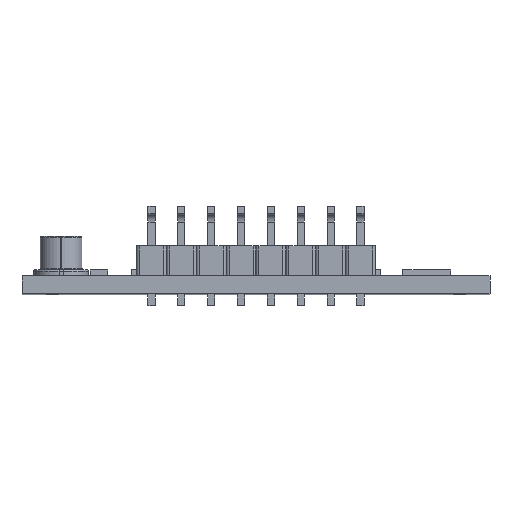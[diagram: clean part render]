
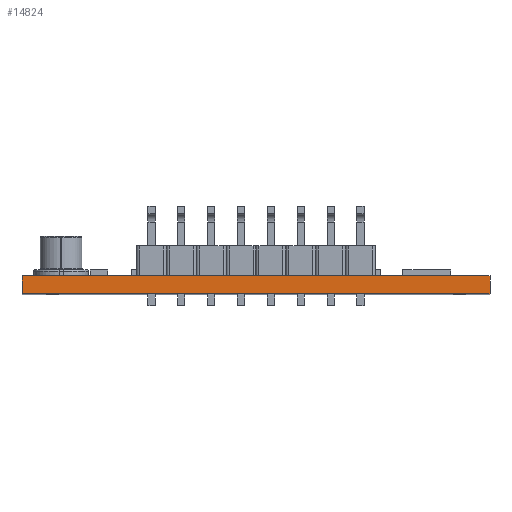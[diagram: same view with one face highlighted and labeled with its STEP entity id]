
A CAD part, top view. The second image highlights one B-rep face of the part: STEP entity #14824.
In plain terms, the highlighted planar face has unit normal (0, 0, 1).
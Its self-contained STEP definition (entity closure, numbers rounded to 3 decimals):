
#423 = ORIENTED_EDGE ( 'NONE', *, *, #8072, .T. ) ;
#602 = ORIENTED_EDGE ( 'NONE', *, *, #8592, .T. ) ;
#867 = CARTESIAN_POINT ( 'NONE',  ( -19.6, 1.5, 29.95 ) ) ;
#2105 = DIRECTION ( 'NONE',  ( 1., 0., 0. ) ) ;
#2155 = VERTEX_POINT ( 'NONE', #9206 ) ;
#2474 = DIRECTION ( 'NONE',  ( 0., -1., 0. ) ) ;
#2671 = AXIS2_PLACEMENT_3D ( 'NONE', #14855, #7823, #16243 ) ;
#2881 = VERTEX_POINT ( 'NONE', #18323 ) ;
#2950 = EDGE_CURVE ( 'NONE', #13328, #2155, #10401, .T. ) ;
#4405 = CARTESIAN_POINT ( 'NONE',  ( -19.6, 0., 29.95 ) ) ;
#5427 = LINE ( 'NONE', #867, #12578 ) ;
#5711 = ORIENTED_EDGE ( 'NONE', *, *, #13941, .F. ) ;
#6133 = FACE_OUTER_BOUND ( 'NONE', #12867, .T. ) ;
#7218 = DIRECTION ( 'NONE',  ( 1., 0., 0. ) ) ;
#7823 = DIRECTION ( 'NONE',  ( 0., 0., -1. ) ) ;
#8072 = EDGE_CURVE ( 'NONE', #2881, #10185, #16906, .T. ) ;
#8592 = EDGE_CURVE ( 'NONE', #10185, #2155, #17748, .T. ) ;
#9073 = PLANE ( 'NONE',  #2671 ) ;
#9206 = CARTESIAN_POINT ( 'NONE',  ( 19.6, 0., 29.95 ) ) ;
#9268 = VECTOR ( 'NONE', #7218, 1000. ) ;
#10185 = VERTEX_POINT ( 'NONE', #4405 ) ;
#10401 = LINE ( 'NONE', #12658, #13749 ) ;
#11429 = CARTESIAN_POINT ( 'NONE',  ( -19.6, 0., 29.95 ) ) ;
#11702 = CARTESIAN_POINT ( 'NONE',  ( -19.6, 1.5, 29.95 ) ) ;
#11965 = CARTESIAN_POINT ( 'NONE',  ( 19.6, 1.5, 29.95 ) ) ;
#12578 = VECTOR ( 'NONE', #2105, 1000. ) ;
#12658 = CARTESIAN_POINT ( 'NONE',  ( 19.6, 1.5, 29.95 ) ) ;
#12673 = VECTOR ( 'NONE', #15727, 1000. ) ;
#12867 = EDGE_LOOP ( 'NONE', ( #602, #15533, #5711, #423 ) ) ;
#13328 = VERTEX_POINT ( 'NONE', #11965 ) ;
#13749 = VECTOR ( 'NONE', #2474, 1000. ) ;
#13941 = EDGE_CURVE ( 'NONE', #2881, #13328, #5427, .T. ) ;
#14824 = ADVANCED_FACE ( 'NONE', ( #6133 ), #9073, .F. ) ;
#14855 = CARTESIAN_POINT ( 'NONE',  ( -19.6, 1.5, 29.95 ) ) ;
#15533 = ORIENTED_EDGE ( 'NONE', *, *, #2950, .F. ) ;
#15727 = DIRECTION ( 'NONE',  ( 0., -1., 0. ) ) ;
#16243 = DIRECTION ( 'NONE',  ( -1., 0., 0. ) ) ;
#16906 = LINE ( 'NONE', #11702, #12673 ) ;
#17748 = LINE ( 'NONE', #11429, #9268 ) ;
#18323 = CARTESIAN_POINT ( 'NONE',  ( -19.6, 1.5, 29.95 ) ) ;
